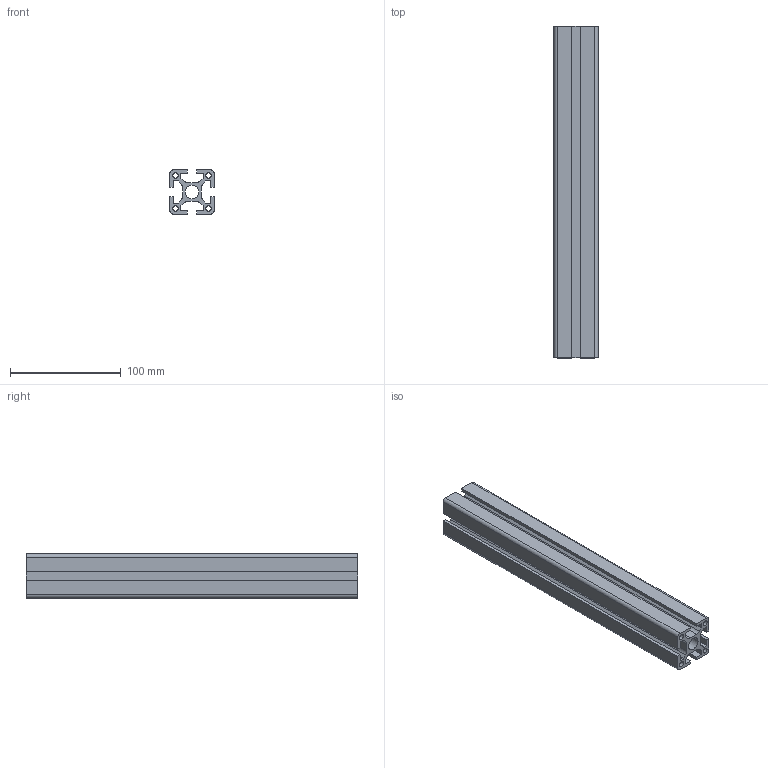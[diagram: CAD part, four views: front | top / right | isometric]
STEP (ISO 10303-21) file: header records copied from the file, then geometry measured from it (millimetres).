
FILE_DESCRIPTION (( 'STEP AP214' ), '1' );
FILE_NAME ('1727977644708.step', '2024-10-03T17:47:26', ( 'Windows User' ), ( '' ), 'SwSTEP 2.0', 'SolidWorks 2011', '' );
FILE_SCHEMA (( 'AUTOMOTIVE_DESIGN' ));
Length unit declared in the file: millimetre
Products named in the file (2): 1727977644708; 1.11.040040.43SPx300.00(1)
Assembly tree (1 placements, depth 2):
  1727977644708
    1.11.040040.43SPx300.00(1)
Bounding box: 40 x 300 x 40 mm (x, y, z)
Volume: 202194.2 mm3; surface area: 129274.1 mm2
Topology: 1 solids, 1 shells, 78 faces, 228 edges, 152 vertices
Faces by surface type: plane 46, cylinder 32
Entity records: 2682 total; most frequent: CARTESIAN_POINT 462, ORIENTED_EDGE 456, DIRECTION 456, EDGE_CURVE 228, LINE 164, VECTOR 164, VERTEX_POINT 152, AXIS2_PLACEMENT_3D 146
